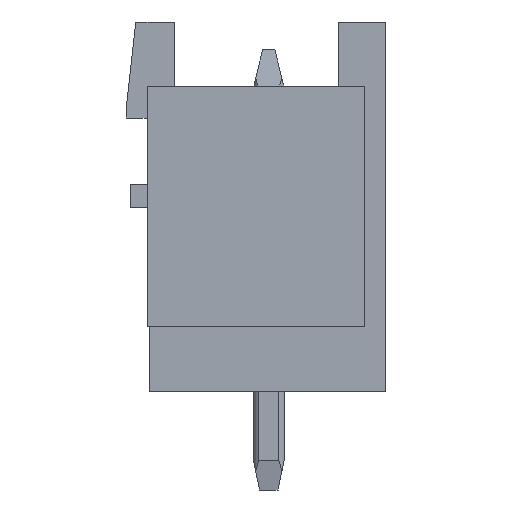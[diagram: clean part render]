
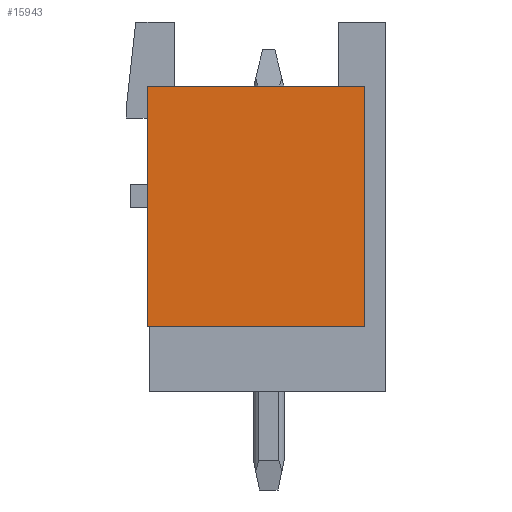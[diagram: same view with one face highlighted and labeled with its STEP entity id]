
A CAD part, left-side view. The second image highlights one B-rep face of the part: STEP entity #15943.
In plain terms, the highlighted planar face has unit normal (-1, 0, 0).
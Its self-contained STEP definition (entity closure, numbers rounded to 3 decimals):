
#15916=AXIS2_PLACEMENT_3D('Plane Axis2P3D',#15913,#15914,#15915) ;
#15891=CARTESIAN_POINT('Vertex',(0.,7.75,13.1)) ;
#15894=CARTESIAN_POINT('Line Origine',(0.,4.225,13.1)) ;
#15898=CARTESIAN_POINT('Vertex',(0.,0.7,13.1)) ;
#15913=CARTESIAN_POINT('Axis2P3D Location',(0.,7.75,5.3)) ;
#15918=CARTESIAN_POINT('Line Origine',(0.,7.75,9.2)) ;
#15922=CARTESIAN_POINT('Vertex',(0.,7.75,5.3)) ;
#15925=CARTESIAN_POINT('Line Origine',(0.,4.225,5.3)) ;
#15929=CARTESIAN_POINT('Vertex',(0.,0.7,5.3)) ;
#15932=CARTESIAN_POINT('Line Origine',(0.,0.7,9.2)) ;
#15895=DIRECTION('Vector Direction',(0.,-1.,0.)) ;
#15914=DIRECTION('Axis2P3D Direction',(1.,0.,0.)) ;
#15915=DIRECTION('Axis2P3D XDirection',(0.,0.,1.)) ;
#15919=DIRECTION('Vector Direction',(0.,0.,1.)) ;
#15926=DIRECTION('Vector Direction',(0.,-1.,0.)) ;
#15933=DIRECTION('Vector Direction',(0.,0.,1.)) ;
#15896=VECTOR('Line Direction',#15895,1.) ;
#15920=VECTOR('Line Direction',#15919,1.) ;
#15927=VECTOR('Line Direction',#15926,1.) ;
#15934=VECTOR('Line Direction',#15933,1.) ;
#15938=ORIENTED_EDGE('',*,*,#15900,.F.) ;
#15939=ORIENTED_EDGE('',*,*,#15924,.T.) ;
#15940=ORIENTED_EDGE('',*,*,#15931,.T.) ;
#15941=ORIENTED_EDGE('',*,*,#15936,.F.) ;
#15943=ADVANCED_FACE('HOUSING',(#15942),#15917,.F.) ;
#15900=EDGE_CURVE('',#15892,#15899,#15897,.T.) ;
#15924=EDGE_CURVE('',#15892,#15923,#15921,.F.) ;
#15931=EDGE_CURVE('',#15923,#15930,#15928,.T.) ;
#15936=EDGE_CURVE('',#15899,#15930,#15935,.F.) ;
#15937=EDGE_LOOP('',(#15938,#15939,#15940,#15941)) ;
#15942=FACE_OUTER_BOUND('',#15937,.T.) ;
#15897=LINE('Line',#15894,#15896) ;
#15921=LINE('Line',#15918,#15920) ;
#15928=LINE('Line',#15925,#15927) ;
#15935=LINE('Line',#15932,#15934) ;
#15917=PLANE('',#15916) ;
#15892=VERTEX_POINT('',#15891) ;
#15899=VERTEX_POINT('',#15898) ;
#15923=VERTEX_POINT('',#15922) ;
#15930=VERTEX_POINT('',#15929) ;
